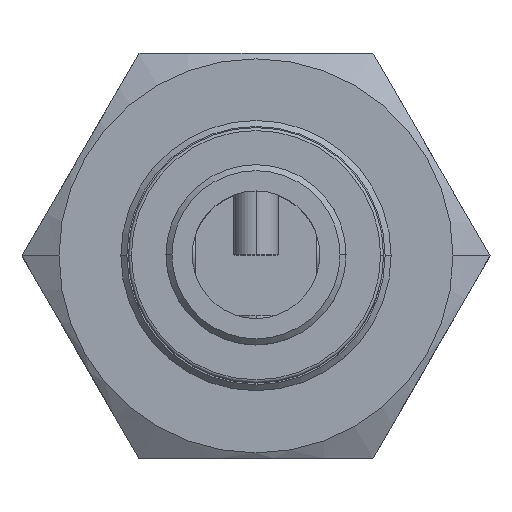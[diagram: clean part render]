
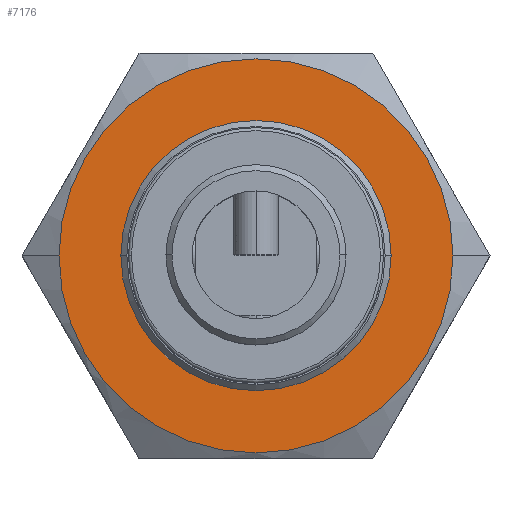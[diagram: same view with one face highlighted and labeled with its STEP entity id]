
A CAD part, top view. The second image highlights one B-rep face of the part: STEP entity #7176.
In plain terms, the highlighted planar face has unit normal (0, 0, 1).
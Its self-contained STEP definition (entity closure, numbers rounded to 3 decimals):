
#413 = CIRCLE ( 'NONE', #18284, 13.125 ) ;
#657 = EDGE_CURVE ( 'NONE', #18369, #6867, #8652, .T. ) ;
#1575 = CARTESIAN_POINT ( 'NONE',  ( 0., 0., 32.455 ) ) ;
#2084 = DIRECTION ( 'NONE',  ( -1., 0., 0. ) ) ;
#2135 = AXIS2_PLACEMENT_3D ( 'NONE', #3360, #16821, #23229 ) ;
#2190 = EDGE_LOOP ( 'NONE', ( #24182, #13913 ) ) ;
#3040 = VERTEX_POINT ( 'NONE', #21142 ) ;
#3355 = ORIENTED_EDGE ( 'NONE', *, *, #4367, .F. ) ;
#3360 = CARTESIAN_POINT ( 'NONE',  ( 7.794, -13.5, 32.455 ) ) ;
#3999 = EDGE_LOOP ( 'NONE', ( #3355, #10957 ) ) ;
#4367 = EDGE_CURVE ( 'NONE', #6867, #18369, #413, .T. ) ;
#5145 = CARTESIAN_POINT ( 'NONE',  ( 0., 0., 32.455 ) ) ;
#5181 = DIRECTION ( 'NONE',  ( 0., 0., -1. ) ) ;
#5208 = FACE_OUTER_BOUND ( 'NONE', #3999, .T. ) ;
#6867 = VERTEX_POINT ( 'NONE', #13721 ) ;
#7176 = ADVANCED_FACE ( 'NONE', ( #28572, #5208 ), #14480, .T. ) ;
#8652 = CIRCLE ( 'NONE', #22966, 13.125 ) ;
#10451 = DIRECTION ( 'NONE',  ( 0., 0., -1. ) ) ;
#10957 = ORIENTED_EDGE ( 'NONE', *, *, #657, .F. ) ;
#11944 = DIRECTION ( 'NONE',  ( 0., 0., -1. ) ) ;
#12382 = EDGE_CURVE ( 'NONE', #28232, #3040, #19555, .T. ) ;
#13721 = CARTESIAN_POINT ( 'NONE',  ( -13.125, 0., 32.455 ) ) ;
#13913 = ORIENTED_EDGE ( 'NONE', *, *, #12382, .T. ) ;
#13938 = DIRECTION ( 'NONE',  ( -1., 0., 0. ) ) ;
#14480 = PLANE ( 'NONE',  #2135 ) ;
#14795 = AXIS2_PLACEMENT_3D ( 'NONE', #1575, #10451, #23897 ) ;
#15453 = DIRECTION ( 'NONE',  ( 0., 0., -1. ) ) ;
#15981 = AXIS2_PLACEMENT_3D ( 'NONE', #23089, #5181, #22999 ) ;
#16821 = DIRECTION ( 'NONE',  ( 0., 0., 1. ) ) ;
#18284 = AXIS2_PLACEMENT_3D ( 'NONE', #5145, #11944, #13938 ) ;
#18369 = VERTEX_POINT ( 'NONE', #25492 ) ;
#19476 = CARTESIAN_POINT ( 'NONE',  ( -8.027, 0., 32.455 ) ) ;
#19555 = CIRCLE ( 'NONE', #14795, 8.027 ) ;
#21142 = CARTESIAN_POINT ( 'NONE',  ( 8.027, 0., 32.455 ) ) ;
#22966 = AXIS2_PLACEMENT_3D ( 'NONE', #26504, #15453, #2084 ) ;
#22999 = DIRECTION ( 'NONE',  ( 1., 0., 0. ) ) ;
#23089 = CARTESIAN_POINT ( 'NONE',  ( 0., 0., 32.455 ) ) ;
#23229 = DIRECTION ( 'NONE',  ( 1., 0., 0. ) ) ;
#23897 = DIRECTION ( 'NONE',  ( 1., 0., 0. ) ) ;
#24182 = ORIENTED_EDGE ( 'NONE', *, *, #24465, .T. ) ;
#24465 = EDGE_CURVE ( 'NONE', #3040, #28232, #27706, .T. ) ;
#25492 = CARTESIAN_POINT ( 'NONE',  ( 13.125, 0., 32.455 ) ) ;
#26504 = CARTESIAN_POINT ( 'NONE',  ( 0., 0., 32.455 ) ) ;
#27706 = CIRCLE ( 'NONE', #15981, 8.027 ) ;
#28232 = VERTEX_POINT ( 'NONE', #19476 ) ;
#28572 = FACE_BOUND ( 'NONE', #2190, .T. ) ;
